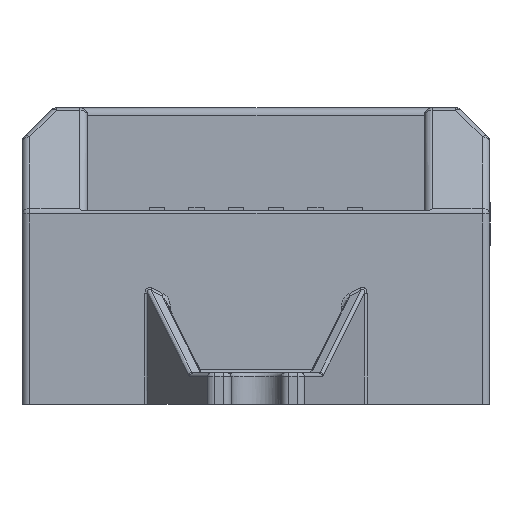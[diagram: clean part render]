
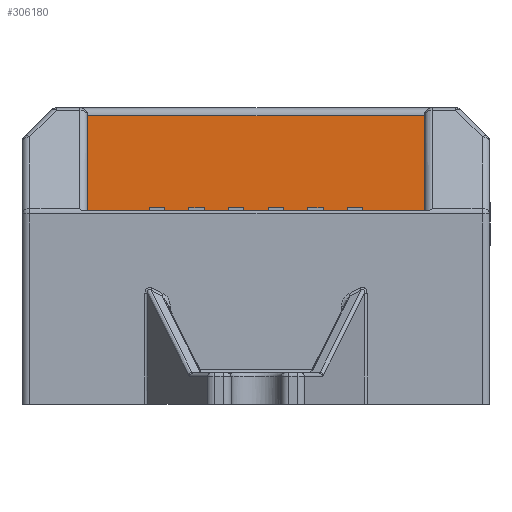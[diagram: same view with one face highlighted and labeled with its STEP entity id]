
A CAD part, left-side view. The second image highlights one B-rep face of the part: STEP entity #306180.
In plain terms, the highlighted planar face has unit normal (-1, 0, 0).
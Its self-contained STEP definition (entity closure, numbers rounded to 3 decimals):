
#1320=CARTESIAN_POINT('',(13.393,27.135,2.6));
#1330=VERTEX_POINT('',#1320);
#1360=CARTESIAN_POINT('',(13.393,27.135,-3.5));
#1370=DIRECTION('',(0.,0.,-1.));
#1380=VECTOR('',#1370,1.);
#1390=LINE('',#1360,#1380);
#1400=CARTESIAN_POINT('',(13.393,27.135,2.1));
#1410=VERTEX_POINT('',#1400);
#1420=EDGE_CURVE('',#1330,#1410,#1390,.T.);
#4550=CARTESIAN_POINT('',(13.393,-0.465,2.1));
#4560=VERTEX_POINT('',#4550);
#4590=CARTESIAN_POINT('',(13.393,-0.465,-3.5));
#4600=DIRECTION('',(0.,-0.,1.));
#4610=VECTOR('',#4600,1.);
#4620=LINE('',#4590,#4610);
#4630=CARTESIAN_POINT('',(13.393,-0.465,2.6));
#4640=VERTEX_POINT('',#4630);
#4650=EDGE_CURVE('',#4560,#4640,#4620,.T.);
#281200=CARTESIAN_POINT('',(13.393,2.535,13.9));
#281210=VERTEX_POINT('',#281200);
#281240=CARTESIAN_POINT('',(13.393,2.535,1.6));
#281250=DIRECTION('',(0.,0.,-1.));
#281260=VECTOR('',#281250,1.);
#281270=LINE('',#281240,#281260);
#281280=CARTESIAN_POINT('',(13.393,2.535,14.6));
#281290=VERTEX_POINT('',#281280);
#281300=EDGE_CURVE('',#281290,#281210,#281270,.T.);
#296500=CARTESIAN_POINT('',(13.393,26.535,3.1));
#296510=VERTEX_POINT('',#296500);
#296540=CARTESIAN_POINT('',(13.393,16.67,3.1));
#296550=DIRECTION('',(0.,-1.,0.));
#296560=VECTOR('',#296550,1.);
#296570=LINE('',#296540,#296560);
#296580=CARTESIAN_POINT('',(13.393,27.135,3.1));
#296590=VERTEX_POINT('',#296580);
#296600=EDGE_CURVE('',#296590,#296510,#296570,.T.);
#298120=CARTESIAN_POINT('',(13.393,-0.465,3.1));
#298130=VERTEX_POINT('',#298120);
#298160=CARTESIAN_POINT('',(13.393,16.67,3.1));
#298170=DIRECTION('',(0.,-1.,0.));
#298180=VECTOR('',#298170,1.);
#298190=LINE('',#298160,#298180);
#298200=CARTESIAN_POINT('',(13.393,0.135,3.1));
#298210=VERTEX_POINT('',#298200);
#298220=EDGE_CURVE('',#298210,#298130,#298190,.T.);
#304120=CARTESIAN_POINT('',(13.393,24.135,14.6));
#304130=VERTEX_POINT('',#304120);
#305140=CARTESIAN_POINT('',(13.393,28.335,15.));
#305150=DIRECTION('',(-1.,0.,0.));
#305160=DIRECTION('',(0.,1.,0.));
#305170=AXIS2_PLACEMENT_3D('',#305140,#305150,#305160);
#305180=PLANE('',#305170);
#305190=CARTESIAN_POINT('',(13.393,27.135,1.6));
#305200=DIRECTION('',(0.,0.,-1.));
#305210=VECTOR('',#305200,1.);
#305220=LINE('',#305190,#305210);
#305230=EDGE_CURVE('',#296590,#1330,#305220,.T.);
#305240=ORIENTED_EDGE('',*,*,#305230,.T.);
#305250=ORIENTED_EDGE('',*,*,#296600,.F.);
#305260=CARTESIAN_POINT('',(13.393,26.535,1.6));
#305270=DIRECTION('',(0.,0.,1.));
#305280=VECTOR('',#305270,1.);
#305290=LINE('',#305260,#305280);
#305300=CARTESIAN_POINT('',(13.393,26.535,12.637));
#305310=VERTEX_POINT('',#305300);
#305320=EDGE_CURVE('',#296510,#305310,#305290,.T.);
#305330=ORIENTED_EDGE('',*,*,#305320,.F.);
#305340=CARTESIAN_POINT('',(13.393,16.67,22.502));
#305350=DIRECTION('',(0.,0.707,
-0.707));
#305360=VECTOR('',#305350,1.);
#305370=LINE('',#305340,#305360);
#305380=CARTESIAN_POINT('',(13.393,25.272,13.9));
#305390=VERTEX_POINT('',#305380);
#305400=EDGE_CURVE('',#305390,#305310,#305370,.T.);
#305410=ORIENTED_EDGE('',*,*,#305400,.T.);
#305420=CARTESIAN_POINT('',(13.393,16.67,13.9));
#305430=DIRECTION('',(0.,1.,-0.));
#305440=VECTOR('',#305430,1.);
#305450=LINE('',#305420,#305440);
#305460=CARTESIAN_POINT('',(13.393,24.135,13.9));
#305470=VERTEX_POINT('',#305460);
#305480=EDGE_CURVE('',#305470,#305390,#305450,.T.);
#305490=ORIENTED_EDGE('',*,*,#305480,.T.);
#305500=CARTESIAN_POINT('',(13.393,24.135,1.6));
#305510=DIRECTION('',(0.,0.,1.));
#305520=VECTOR('',#305510,1.);
#305530=LINE('',#305500,#305520);
#305540=EDGE_CURVE('',#305470,#304130,#305530,.T.);
#305550=ORIENTED_EDGE('',*,*,#305540,.F.);
#305560=CARTESIAN_POINT('',(13.393,16.67,14.6));
#305570=DIRECTION('',(0.,-1.,0.));
#305580=VECTOR('',#305570,1.);
#305590=LINE('',#305560,#305580);
#305600=EDGE_CURVE('',#304130,#281290,#305590,.T.);
#305610=ORIENTED_EDGE('',*,*,#305600,.F.);
#305620=ORIENTED_EDGE('',*,*,#281300,.F.);
#305630=CARTESIAN_POINT('',(13.393,16.67,13.9));
#305640=DIRECTION('',(0.,1.,-0.));
#305650=VECTOR('',#305640,1.);
#305660=LINE('',#305630,#305650);
#305670=CARTESIAN_POINT('',(13.393,1.398,13.9));
#305680=VERTEX_POINT('',#305670);
#305690=EDGE_CURVE('',#305680,#281210,#305660,.T.);
#305700=ORIENTED_EDGE('',*,*,#305690,.T.);
#305710=CARTESIAN_POINT('',(13.393,-10.902,1.6));
#305720=DIRECTION('',(0.,-0.707,
-0.707));
#305730=VECTOR('',#305720,1.);
#305740=LINE('',#305710,#305730);
#305750=CARTESIAN_POINT('',(13.393,0.135,12.637));
#305760=VERTEX_POINT('',#305750);
#305770=EDGE_CURVE('',#305680,#305760,#305740,.T.);
#305780=ORIENTED_EDGE('',*,*,#305770,.F.);
#305790=CARTESIAN_POINT('',(13.393,0.135,1.6));
#305800=DIRECTION('',(0.,0.,-1.));
#305810=VECTOR('',#305800,1.);
#305820=LINE('',#305790,#305810);
#305830=EDGE_CURVE('',#305760,#298210,#305820,.T.);
#305840=ORIENTED_EDGE('',*,*,#305830,.F.);
#305850=ORIENTED_EDGE('',*,*,#298220,.F.);
#305860=CARTESIAN_POINT('',(13.393,-0.465,1.6));
#305870=DIRECTION('',(0.,0.,-1.));
#305880=VECTOR('',#305870,1.);
#305890=LINE('',#305860,#305880);
#305900=EDGE_CURVE('',#298130,#4640,#305890,.T.);
#305910=ORIENTED_EDGE('',*,*,#305900,.F.);
#305920=ORIENTED_EDGE('',*,*,#4650,.T.);
#305930=CARTESIAN_POINT('',(13.393,16.67,-15.035));
#305940=DIRECTION('',(0.,0.707,
-0.707));
#305950=VECTOR('',#305940,1.);
#305960=LINE('',#305930,#305950);
#305970=CARTESIAN_POINT('',(13.393,-0.165,1.8))
;
#305980=VERTEX_POINT('',#305970);
#305990=EDGE_CURVE('',#4560,#305980,#305960,.T.);
#306000=ORIENTED_EDGE('',*,*,#305990,.F.);
#306010=CARTESIAN_POINT('',(13.393,16.67,1.8));
#306020=DIRECTION('',(0.,-1.,0.));
#306030=VECTOR('',#306020,1.);
#306040=LINE('',#306010,#306030);
#306050=CARTESIAN_POINT('',(13.393,26.835,1.8));
#306060=VERTEX_POINT('',#306050);
#306070=EDGE_CURVE('',#306060,#305980,#306040,.T.);
#306080=ORIENTED_EDGE('',*,*,#306070,.T.);
#306090=CARTESIAN_POINT('',(13.393,16.67,-8.365));
#306100=DIRECTION('',(0.,0.707,
0.707));
#306110=VECTOR('',#306100,1.);
#306120=LINE('',#306090,#306110);
#306130=EDGE_CURVE('',#306060,#1410,#306120,.T.);
#306140=ORIENTED_EDGE('',*,*,#306130,.F.);
#306150=ORIENTED_EDGE('',*,*,#1420,.T.);
#306160=EDGE_LOOP('',(#306150,#306140,#306080,#306000,#305920,#305910,
#305850,#305840,#305780,#305700,#305620,#305610,#305550,#305490,#305410,
#305330,#305250,#305240));
#306170=FACE_OUTER_BOUND('',#306160,.T.);
#306180=ADVANCED_FACE('',(#306170),#305180,.T.);
